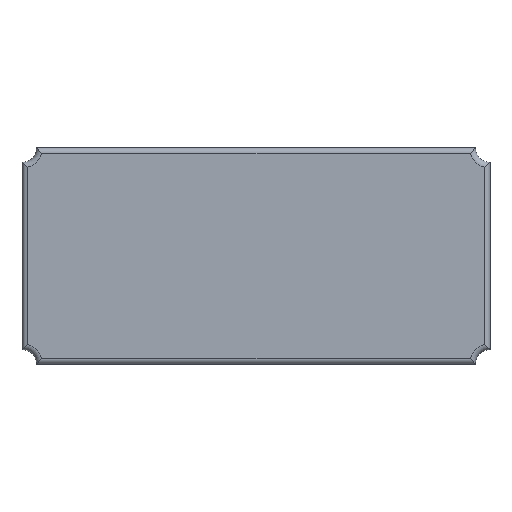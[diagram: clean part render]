
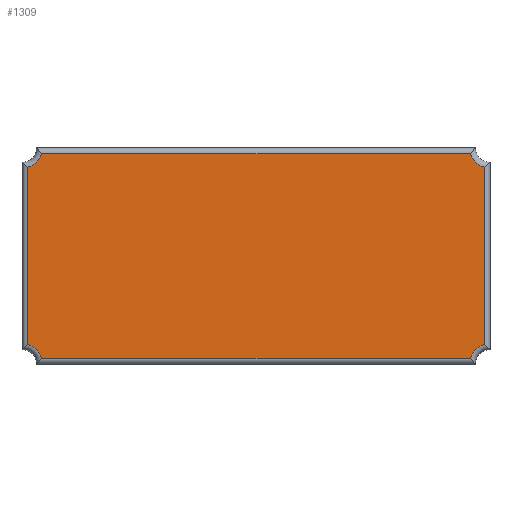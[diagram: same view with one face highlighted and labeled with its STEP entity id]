
A CAD part, top view. The second image highlights one B-rep face of the part: STEP entity #1309.
In plain terms, the highlighted planar face has unit normal (0, 0, 1).
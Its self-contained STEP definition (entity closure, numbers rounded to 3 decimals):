
#786=CARTESIAN_POINT('',(-3.665,-1.75,1.75));
#787=VERTEX_POINT('',#786);
#788=CARTESIAN_POINT('',(-3.9,-1.515,1.75));
#789=VERTEX_POINT('',#788);
#790=CARTESIAN_POINT('',(-4.0,-1.85,1.75));
#791=DIRECTION('',(0.0,0.0,1.0));
#792=DIRECTION('',(0.707,0.707,0.0));
#793=AXIS2_PLACEMENT_3D('',#790,#791,#792);
#794=CIRCLE('',#793,0.35);
#795=EDGE_CURVE('',#787,#789,#794,.T.);
#850=CARTESIAN_POINT('',(-3.9,1.515,1.75));
#851=VERTEX_POINT('',#850);
#852=CARTESIAN_POINT('',(-3.9,-1.515,1.75));
#853=DIRECTION('',(0.0,1.0,0.0));
#854=VECTOR('',#853,3.029);
#855=LINE('',#852,#854);
#856=EDGE_CURVE('',#789,#851,#855,.T.);
#892=CARTESIAN_POINT('',(-3.665,1.75,1.75));
#893=VERTEX_POINT('',#892);
#894=CARTESIAN_POINT('',(-4.0,1.85,1.75));
#895=DIRECTION('',(0.0,0.0,1.0));
#896=DIRECTION('',(0.707,-0.707,0.0));
#897=AXIS2_PLACEMENT_3D('',#894,#895,#896);
#898=CIRCLE('',#897,0.35);
#899=EDGE_CURVE('',#851,#893,#898,.T.);
#945=CARTESIAN_POINT('',(3.665,1.75,1.75));
#946=VERTEX_POINT('',#945);
#947=CARTESIAN_POINT('',(-3.665,1.75,1.75));
#948=DIRECTION('',(1.0,0.0,0.0));
#949=VECTOR('',#948,7.329);
#950=LINE('',#947,#949);
#951=EDGE_CURVE('',#893,#946,#950,.T.);
#988=CARTESIAN_POINT('',(3.9,1.515,1.75));
#989=VERTEX_POINT('',#988);
#990=CARTESIAN_POINT('',(4.0,1.85,1.75));
#991=DIRECTION('',(0.0,0.0,1.0));
#992=DIRECTION('',(-0.707,-0.707,0.0));
#993=AXIS2_PLACEMENT_3D('',#990,#991,#992);
#994=CIRCLE('',#993,0.35);
#995=EDGE_CURVE('',#946,#989,#994,.T.);
#1031=CARTESIAN_POINT('',(3.9,-1.515,1.75));
#1032=VERTEX_POINT('',#1031);
#1033=CARTESIAN_POINT('',(3.9,1.515,1.75));
#1034=DIRECTION('',(0.0,-1.0,0.0));
#1035=VECTOR('',#1034,3.029);
#1036=LINE('',#1033,#1035);
#1037=EDGE_CURVE('',#989,#1032,#1036,.T.);
#1074=CARTESIAN_POINT('',(3.665,-1.75,1.75));
#1075=VERTEX_POINT('',#1074);
#1076=CARTESIAN_POINT('',(4.,-1.85,1.75));
#1077=DIRECTION('',(0.0,0.0,1.0));
#1078=DIRECTION('',(-0.707,0.707,0.0));
#1079=AXIS2_PLACEMENT_3D('',#1076,#1077,#1078);
#1080=CIRCLE('',#1079,0.35);
#1081=EDGE_CURVE('',#1032,#1075,#1080,.T.);
#1115=CARTESIAN_POINT('',(3.665,-1.75,1.75));
#1116=DIRECTION('',(-1.0,0.0,0.0));
#1117=VECTOR('',#1116,7.329);
#1118=LINE('',#1115,#1117);
#1119=EDGE_CURVE('',#1075,#787,#1118,.T.);
#1294=CARTESIAN_POINT('',(0.,0.,1.75));
#1295=DIRECTION('',(0.0,0.0,1.0));
#1296=DIRECTION('',(1.0,0.0,0.0));
#1297=AXIS2_PLACEMENT_3D('',#1294,#1295,#1296);
#1298=PLANE('',#1297);
#1299=ORIENTED_EDGE('',*,*,#795,.F.);
#1300=ORIENTED_EDGE('',*,*,#1119,.F.);
#1301=ORIENTED_EDGE('',*,*,#1081,.F.);
#1302=ORIENTED_EDGE('',*,*,#1037,.F.);
#1303=ORIENTED_EDGE('',*,*,#995,.F.);
#1304=ORIENTED_EDGE('',*,*,#951,.F.);
#1305=ORIENTED_EDGE('',*,*,#899,.F.);
#1306=ORIENTED_EDGE('',*,*,#856,.F.);
#1307=EDGE_LOOP('',(#1299,#1300,#1301,#1302,#1303,#1304,#1305,#1306));
#1308=FACE_OUTER_BOUND('',#1307,.T.);
#1309=ADVANCED_FACE('',(#1308),#1298,.T.);
